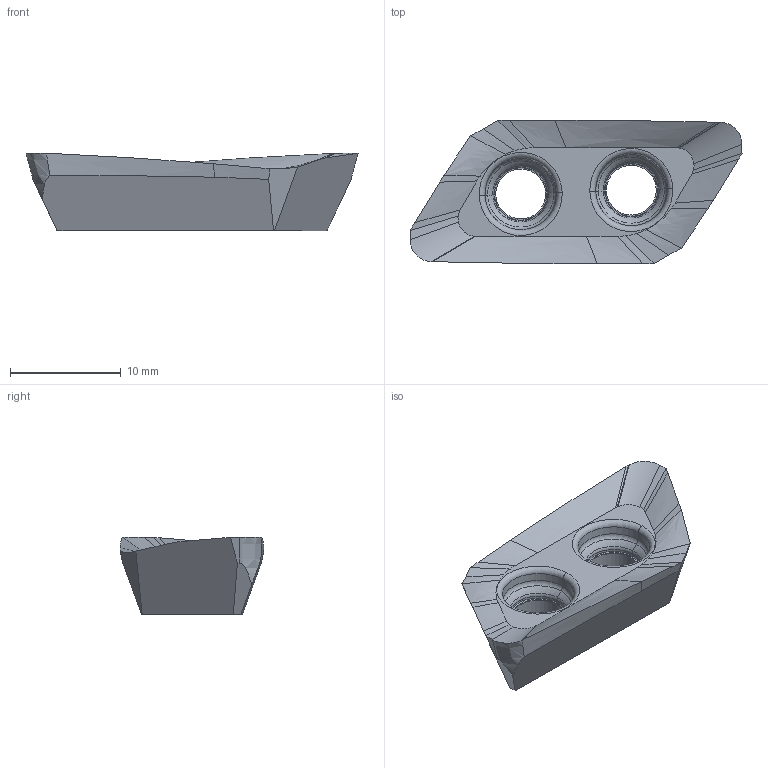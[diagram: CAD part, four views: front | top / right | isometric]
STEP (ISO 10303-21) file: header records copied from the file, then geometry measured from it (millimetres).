
FILE_DESCRIPTION((''),'2;1');
FILE_NAME('XDGX227020PDR-GL','2015-12-22T',('tlyi02'),('PTC Japan'),'PRO/ENGINEER BY PARAMETRIC TECHNOLOGY CORPORATION, 2014310','PRO/ENGINEER BY PARAMETRIC TECHNOLOGY CORPORATION, 2014310','');
FILE_SCHEMA(('AUTOMOTIVE_DESIGN { 1 0 10303 214 1 1 1 1 }'));
Length unit declared in the file: millimetre
Products named in the file (1): XDGX227020PDR-GL
Bounding box: 30 x 12.98 x 7 mm (x, y, z)
Volume: 1131.9 mm3; surface area: 1055.2 mm2
Topology: 1 solids, 1 shells, 87 faces, 203 edges, 122 vertices
Faces by surface type: bspline 31, torus 24, plane 16, cone 12, cylinder 4
Entity records: 4567 total; most frequent: CARTESIAN_POINT 1954, ORIENTED_EDGE 406, DIRECTION 389, PRESENTATION_STYLE_ASSIGNMENT 205, STYLED_ITEM 205, CURVE_STYLE 204, EDGE_CURVE 203, AXIS2_PLACEMENT_3D 153
